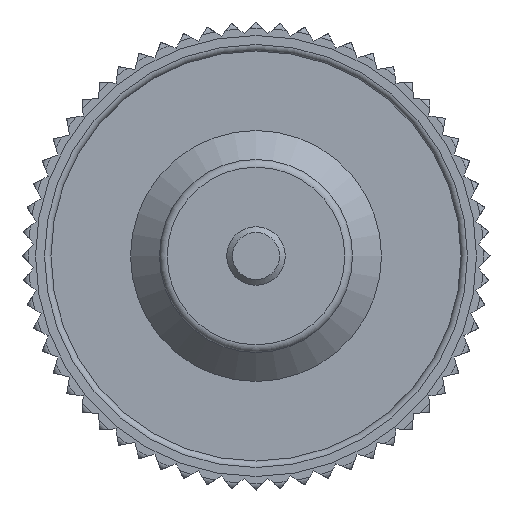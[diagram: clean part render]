
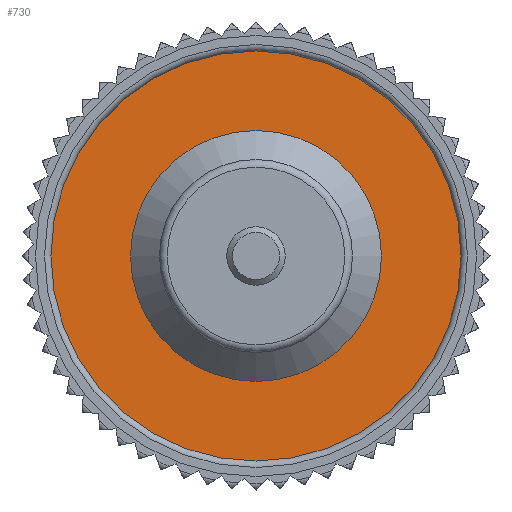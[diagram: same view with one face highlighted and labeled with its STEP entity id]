
A CAD part, front view. The second image highlights one B-rep face of the part: STEP entity #730.
In plain terms, the highlighted planar face has unit normal (0, -1, 0).
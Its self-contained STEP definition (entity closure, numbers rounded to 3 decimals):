
#730 = ADVANCED_FACE( '', ( #1522, #1523 ), #1524, .F. );
#1522 = FACE_BOUND( '', #2368, .T. );
#1523 = FACE_OUTER_BOUND( '', #2369, .T. );
#1524 = PLANE( '', #2370 );
#2368 = EDGE_LOOP( '', ( #4531 ) );
#2369 = EDGE_LOOP( '', ( #4532 ) );
#2370 = AXIS2_PLACEMENT_3D( '', #4533, #4534, #4535 );
#4531 = ORIENTED_EDGE( '', *, *, #5828, .F. );
#4532 = ORIENTED_EDGE( '', *, *, #6077, .T. );
#4533 = CARTESIAN_POINT( '', ( 17.525, 28.46, 0. ) );
#4534 = DIRECTION( '', ( 0., 1., 0. ) );
#4535 = DIRECTION( '', ( 0., 0., 1. ) );
#5828 = EDGE_CURVE( '', #7298, #7298, #7299, .T. );
#6077 = EDGE_CURVE( '', #7613, #7613, #7614, .T. );
#7298 = VERTEX_POINT( '', #10662 );
#7299 = CIRCLE( '', #10663, 10.725 );
#7613 = VERTEX_POINT( '', #11485 );
#7614 = CIRCLE( '', #11486, 17.525 );
#10662 = CARTESIAN_POINT( '', ( 0., 28.46, -10.725 ) );
#10663 = AXIS2_PLACEMENT_3D( '', #12281, #12282, #12283 );
#11485 = CARTESIAN_POINT( '', ( 0., 28.46, -17.525 ) );
#11486 = AXIS2_PLACEMENT_3D( '', #12443, #12444, #12445 );
#12281 = CARTESIAN_POINT( '', ( 0., 28.46, 0. ) );
#12282 = DIRECTION( '', ( 0., -1., 0. ) );
#12283 = DIRECTION( '', ( 0., 0., -1. ) );
#12443 = CARTESIAN_POINT( '', ( 0., 28.46, 0. ) );
#12444 = DIRECTION( '', ( 0., -1., 0. ) );
#12445 = DIRECTION( '', ( 0., 0., -1. ) );
